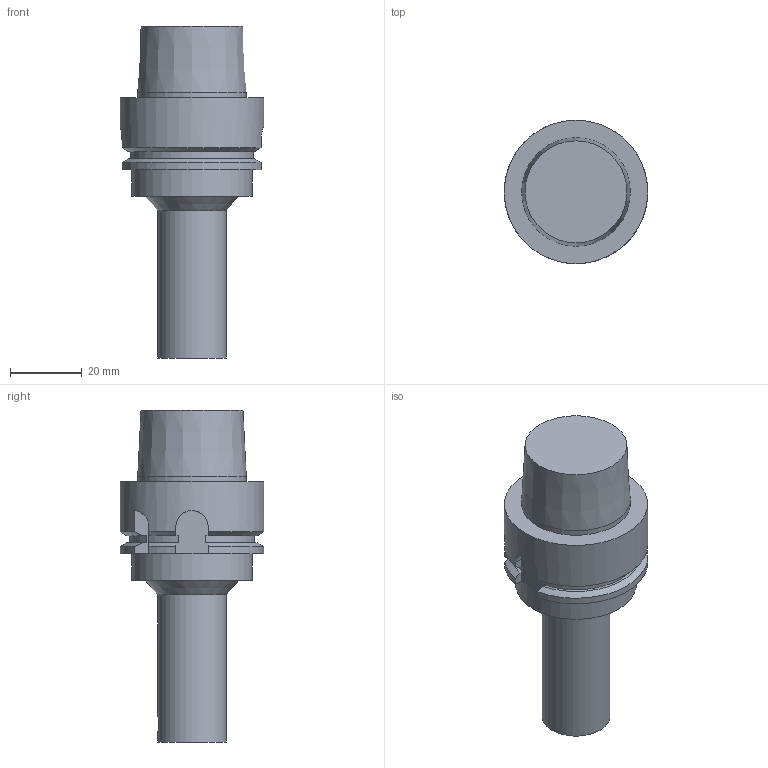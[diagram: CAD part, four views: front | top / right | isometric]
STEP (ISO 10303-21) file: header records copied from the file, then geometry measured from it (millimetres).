
FILE_DESCRIPTION((''),'1');
FILE_NAME('HSK-A40-CKB1-73.stp','2022-09-16T07:00:48',(''),(''),'Spatial Interop R21 SP3','Kubotek KeyCreator 2011 V10.0.2 (22737)',' ');
FILE_SCHEMA(('automotive_design'));
Length unit declared in the file: millimetre
Products named in the file (1): 240[2]
Bounding box: 40 x 40 x 92.5 mm (x, y, z)
Volume: 55884.1 mm3; surface area: 11028.7 mm2
Topology: 1 solids, 1 shells, 50 faces, 130 edges, 86 vertices
Faces by surface type: plane 26, cylinder 16, cone 8
Full cylindrical faces by diameter (mm): 4.2 x1, 11 x1, 19 x1, 30.25 x1, 33.6 x1, 40 x1
Entity records: 2825 total; most frequent: CARTESIAN_POINT 431, DIRECTION 241, ORIENTED_EDGE 238, PRESENTATION_STYLE_ASSIGNMENT 221, COLOUR_RGB 221, STYLED_ITEM 170, CURVE_STYLE 170, DRAUGHTING_PRE_DEFINED_CURVE_FONT 170
